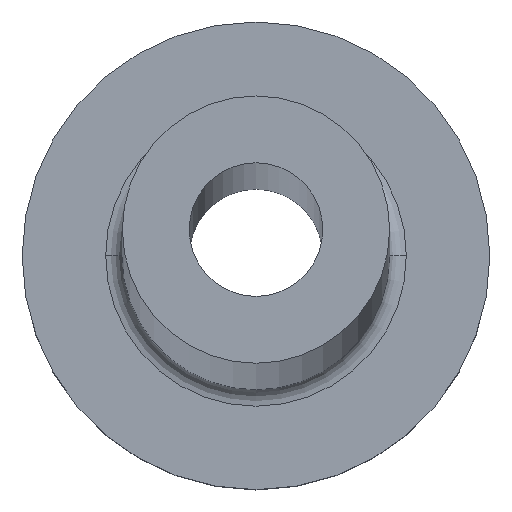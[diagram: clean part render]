
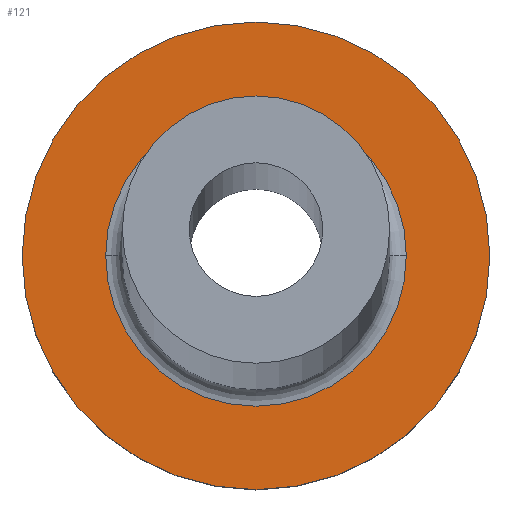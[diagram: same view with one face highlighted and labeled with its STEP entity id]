
A CAD part, top view. The second image highlights one B-rep face of the part: STEP entity #121.
In plain terms, the highlighted planar face has unit normal (0, 0, 1).
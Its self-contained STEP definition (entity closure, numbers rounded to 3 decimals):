
#13 = ORIENTED_EDGE ( 'NONE', *, *, #155, .T. ) ;
#16 = EDGE_CURVE ( 'NONE', #173, #110, #265, .T. ) ;
#35 = CARTESIAN_POINT ( 'NONE',  ( 0., 0., 5. ) ) ;
#36 = CARTESIAN_POINT ( 'NONE',  ( -7., 0., 5. ) ) ;
#56 = AXIS2_PLACEMENT_3D ( 'NONE', #35, #103, #381 ) ;
#67 = PLANE ( 'NONE',  #56 ) ;
#82 = ORIENTED_EDGE ( 'NONE', *, *, #16, .T. ) ;
#87 = DIRECTION ( 'NONE',  ( 0., 0., 1. ) ) ;
#100 = DIRECTION ( 'NONE',  ( 1., 0., 0. ) ) ;
#103 = DIRECTION ( 'NONE',  ( 0., 0., 1. ) ) ;
#104 = AXIS2_PLACEMENT_3D ( 'NONE', #133, #353, #213 ) ;
#110 = VERTEX_POINT ( 'NONE', #369 ) ;
#116 = EDGE_CURVE ( 'NONE', #366, #254, #152, .T. ) ;
#121 = ADVANCED_FACE ( 'NONE', ( #161, #268 ), #67, .T. ) ;
#133 = CARTESIAN_POINT ( 'NONE',  ( 0., 0., 5. ) ) ;
#136 = DIRECTION ( 'NONE',  ( 0., 0., -1. ) ) ;
#138 = CIRCLE ( 'NONE', #104, 7. ) ;
#143 = EDGE_LOOP ( 'NONE', ( #252, #206 ) ) ;
#145 = AXIS2_PLACEMENT_3D ( 'NONE', #356, #136, #272 ) ;
#147 = EDGE_LOOP ( 'NONE', ( #82, #13 ) ) ;
#152 = CIRCLE ( 'NONE', #197, 4.5 ) ;
#155 = EDGE_CURVE ( 'NONE', #110, #173, #138, .T. ) ;
#161 = FACE_BOUND ( 'NONE', #143, .T. ) ;
#162 = CARTESIAN_POINT ( 'NONE',  ( -4.5, 0., 5. ) ) ;
#173 = VERTEX_POINT ( 'NONE', #36 ) ;
#178 = CARTESIAN_POINT ( 'NONE',  ( 0., 0., 5. ) ) ;
#190 = CARTESIAN_POINT ( 'NONE',  ( 4.5, 0., 5. ) ) ;
#197 = AXIS2_PLACEMENT_3D ( 'NONE', #178, #298, #100 ) ;
#206 = ORIENTED_EDGE ( 'NONE', *, *, #311, .T. ) ;
#208 = DIRECTION ( 'NONE',  ( 1., 0., 0. ) ) ;
#213 = DIRECTION ( 'NONE',  ( 1., 0., 0. ) ) ;
#252 = ORIENTED_EDGE ( 'NONE', *, *, #116, .T. ) ;
#254 = VERTEX_POINT ( 'NONE', #162 ) ;
#265 = CIRCLE ( 'NONE', #286, 7. ) ;
#268 = FACE_OUTER_BOUND ( 'NONE', #147, .T. ) ;
#272 = DIRECTION ( 'NONE',  ( 1., 0., 0. ) ) ;
#273 = CIRCLE ( 'NONE', #145, 4.5 ) ;
#286 = AXIS2_PLACEMENT_3D ( 'NONE', #344, #87, #208 ) ;
#298 = DIRECTION ( 'NONE',  ( 0., 0., -1. ) ) ;
#311 = EDGE_CURVE ( 'NONE', #254, #366, #273, .T. ) ;
#344 = CARTESIAN_POINT ( 'NONE',  ( 0., 0., 5. ) ) ;
#353 = DIRECTION ( 'NONE',  ( 0., 0., 1. ) ) ;
#356 = CARTESIAN_POINT ( 'NONE',  ( 0., 0., 5. ) ) ;
#366 = VERTEX_POINT ( 'NONE', #190 ) ;
#369 = CARTESIAN_POINT ( 'NONE',  ( 7., 0., 5. ) ) ;
#381 = DIRECTION ( 'NONE',  ( 1., 0., 0. ) ) ;
